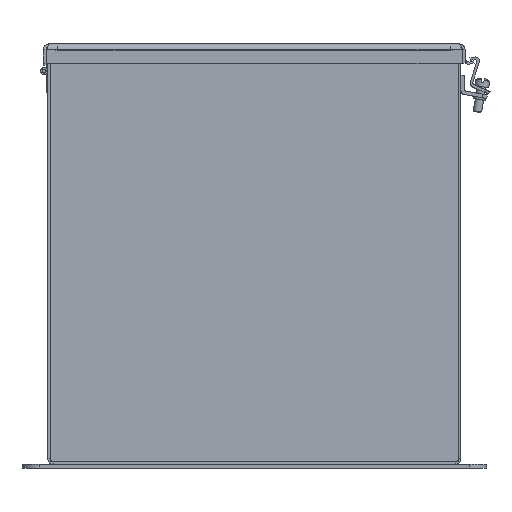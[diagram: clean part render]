
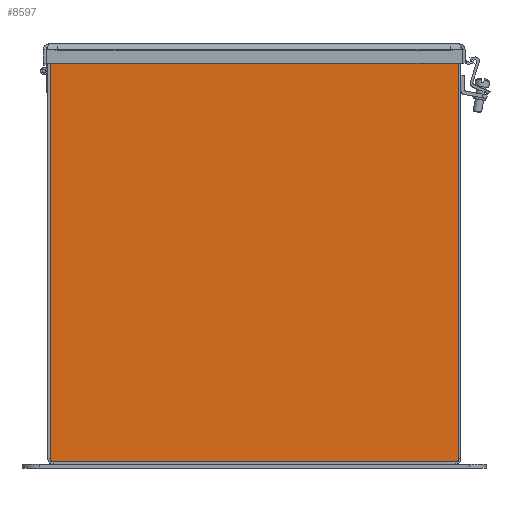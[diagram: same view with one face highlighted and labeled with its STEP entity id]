
A CAD part, left-side view. The second image highlights one B-rep face of the part: STEP entity #8597.
In plain terms, the highlighted face is planar.
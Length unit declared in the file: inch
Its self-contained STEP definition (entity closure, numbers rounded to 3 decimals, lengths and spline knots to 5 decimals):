
#332=PLANE('',#9286);
#621=FACE_OUTER_BOUND('',#1076,.T.);
#1076=EDGE_LOOP('',(#5790,#5791,#5792,#5793,#5794,#5795,#5796,#5797,#5798,
#5799,#5800,#5801));
#1971=LINE('',#12644,#2823);
#1986=LINE('',#12680,#2838);
#1989=LINE('',#12687,#2841);
#1993=LINE('',#12694,#2845);
#1995=LINE('',#12698,#2847);
#1996=LINE('',#12700,#2848);
#1997=LINE('',#12702,#2849);
#1998=LINE('',#12704,#2850);
#1999=LINE('',#12706,#2851);
#2000=LINE('',#12708,#2852);
#2001=LINE('',#12710,#2853);
#2002=LINE('',#12711,#2854);
#2823=VECTOR('',#10197,0.3937);
#2838=VECTOR('',#10236,0.3937);
#2841=VECTOR('',#10241,0.3937);
#2845=VECTOR('',#10247,0.3937);
#2847=VECTOR('',#10251,0.3937);
#2848=VECTOR('',#10252,0.3937);
#2849=VECTOR('',#10253,0.3937);
#2850=VECTOR('',#10254,0.3937);
#2851=VECTOR('',#10255,0.3937);
#2852=VECTOR('',#10256,0.3937);
#2853=VECTOR('',#10257,0.3937);
#2854=VECTOR('',#10258,0.3937);
#3656=VERTEX_POINT('',#12641);
#3657=VERTEX_POINT('',#12643);
#3666=VERTEX_POINT('',#12679);
#3668=VERTEX_POINT('',#12685);
#3669=VERTEX_POINT('',#12686);
#3672=VERTEX_POINT('',#12697);
#3673=VERTEX_POINT('',#12699);
#3674=VERTEX_POINT('',#12701);
#3675=VERTEX_POINT('',#12703);
#3676=VERTEX_POINT('',#12705);
#3677=VERTEX_POINT('',#12707);
#3678=VERTEX_POINT('',#12709);
#4466=EDGE_CURVE('',#3657,#3656,#1971,.T.);
#4484=EDGE_CURVE('',#3666,#3657,#1986,.T.);
#4487=EDGE_CURVE('',#3668,#3669,#1989,.T.);
#4491=EDGE_CURVE('',#3669,#3666,#1993,.T.);
#4493=EDGE_CURVE('',#3656,#3672,#1995,.T.);
#4494=EDGE_CURVE('',#3672,#3673,#1996,.T.);
#4495=EDGE_CURVE('',#3673,#3674,#1997,.T.);
#4496=EDGE_CURVE('',#3674,#3675,#1998,.T.);
#4497=EDGE_CURVE('',#3675,#3676,#1999,.T.);
#4498=EDGE_CURVE('',#3676,#3677,#2000,.T.);
#4499=EDGE_CURVE('',#3677,#3678,#2001,.T.);
#4500=EDGE_CURVE('',#3678,#3668,#2002,.T.);
#5790=ORIENTED_EDGE('',*,*,#4487,.T.);
#5791=ORIENTED_EDGE('',*,*,#4491,.T.);
#5792=ORIENTED_EDGE('',*,*,#4484,.T.);
#5793=ORIENTED_EDGE('',*,*,#4466,.T.);
#5794=ORIENTED_EDGE('',*,*,#4493,.T.);
#5795=ORIENTED_EDGE('',*,*,#4494,.T.);
#5796=ORIENTED_EDGE('',*,*,#4495,.T.);
#5797=ORIENTED_EDGE('',*,*,#4496,.T.);
#5798=ORIENTED_EDGE('',*,*,#4497,.T.);
#5799=ORIENTED_EDGE('',*,*,#4498,.T.);
#5800=ORIENTED_EDGE('',*,*,#4499,.T.);
#5801=ORIENTED_EDGE('',*,*,#4500,.T.);
#8597=ADVANCED_FACE('',(#621),#332,.F.);
#9286=AXIS2_PLACEMENT_3D('',#12696,#10249,#10250);
#10197=DIRECTION('',(1.,0.,0.));
#10236=DIRECTION('',(0.,1.,0.));
#10241=DIRECTION('',(0.,-1.,0.));
#10247=DIRECTION('',(1.,0.,0.));
#10249=DIRECTION('center_axis',(0.,0.,1.));
#10250=DIRECTION('ref_axis',(1.,0.,0.));
#10251=DIRECTION('',(0.,-1.,0.));
#10252=DIRECTION('',(1.,0.,0.));
#10253=DIRECTION('',(0.,1.,0.));
#10254=DIRECTION('',(1.,0.,0.));
#10255=DIRECTION('',(0.,-1.,0.));
#10256=DIRECTION('',(-1.,0.,0.));
#10257=DIRECTION('',(0.,1.,0.));
#10258=DIRECTION('',(1.,0.,0.));
#12641=CARTESIAN_POINT('',(5.4275,5.83225,0.));
#12643=CARTESIAN_POINT('',(-5.4275,5.83225,0.));
#12644=CARTESIAN_POINT('',(-2.71375,5.83225,0.));
#12679=CARTESIAN_POINT('',(-5.4275,5.83205,0.));
#12680=CARTESIAN_POINT('',(-5.4275,2.91603,0.));
#12685=CARTESIAN_POINT('',(-5.4277,5.926,0.));
#12686=CARTESIAN_POINT('',(-5.4277,5.83205,0.));
#12687=CARTESIAN_POINT('',(-5.4277,2.963,0.));
#12694=CARTESIAN_POINT('',(-2.71385,5.83205,0.));
#12696=CARTESIAN_POINT('Origin',(0.,0.,
0.));
#12697=CARTESIAN_POINT('',(5.4275,5.83205,0.));
#12698=CARTESIAN_POINT('',(5.4275,2.963,0.));
#12699=CARTESIAN_POINT('',(5.4277,5.83205,0.));
#12700=CARTESIAN_POINT('',(2.71375,5.83205,0.));
#12701=CARTESIAN_POINT('',(5.4277,5.926,0.));
#12702=CARTESIAN_POINT('',(5.4277,2.91603,0.));
#12703=CARTESIAN_POINT('',(5.926,5.926,0.));
#12704=CARTESIAN_POINT('',(-5.926,5.926,0.));
#12705=CARTESIAN_POINT('',(5.926,-5.926,0.));
#12706=CARTESIAN_POINT('',(5.926,5.926,0.));
#12707=CARTESIAN_POINT('',(-5.926,-5.926,0.));
#12708=CARTESIAN_POINT('',(5.926,-5.926,0.));
#12709=CARTESIAN_POINT('',(-5.926,5.926,0.));
#12710=CARTESIAN_POINT('',(-5.926,-5.926,0.));
#12711=CARTESIAN_POINT('',(-5.926,5.926,0.));
